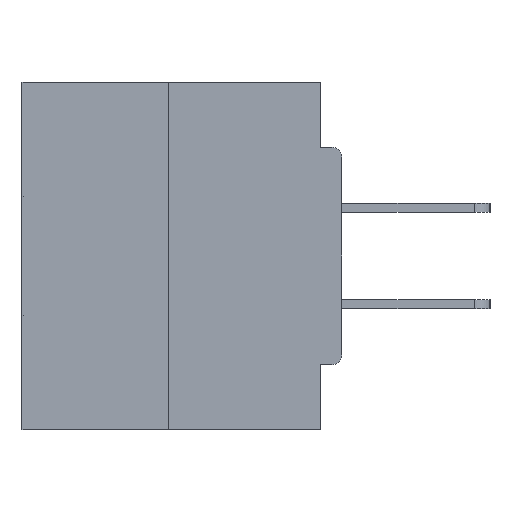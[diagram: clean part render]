
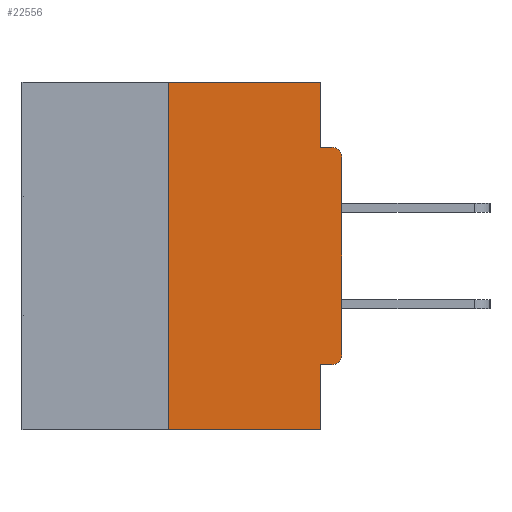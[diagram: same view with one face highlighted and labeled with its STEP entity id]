
A CAD part, left-side view. The second image highlights one B-rep face of the part: STEP entity #22556.
In plain terms, the highlighted planar face has unit normal (-1, 0, 0).
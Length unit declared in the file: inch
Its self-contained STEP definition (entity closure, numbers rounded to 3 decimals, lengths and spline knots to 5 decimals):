
#790 = AXIS2_PLACEMENT_3D ( 'NONE', #32395, #35715, #20428 ) ;
#990 = DIRECTION ( 'NONE',  ( -1., 0., 0. ) ) ;
#1165 = ORIENTED_EDGE ( 'NONE', *, *, #28700, .T. ) ;
#1320 = CARTESIAN_POINT ( 'NONE',  ( 0., 0., -0.4065 ) ) ;
#1588 = ORIENTED_EDGE ( 'NONE', *, *, #33031, .T. ) ;
#4226 = DIRECTION ( 'NONE',  ( 0., 0., 1. ) ) ;
#4620 = ORIENTED_EDGE ( 'NONE', *, *, #5520, .F. ) ;
#4830 = DIRECTION ( 'NONE',  ( 1., 0., 0. ) ) ;
#4909 = VECTOR ( 'NONE', #27829, 39.37008 ) ;
#4922 = CARTESIAN_POINT ( 'NONE',  ( 0., 0.031, -0.5 ) ) ;
#5520 = EDGE_CURVE ( 'NONE', #8292, #11051, #36193, .T. ) ;
#6305 = CARTESIAN_POINT ( 'NONE',  ( 0., 0.015, -0.0935 ) ) ;
#6639 = CIRCLE ( 'NONE', #790, 0.015 ) ;
#6760 = VERTEX_POINT ( 'NONE', #38788 ) ;
#7931 = LINE ( 'NONE', #37555, #27220 ) ;
#8292 = VERTEX_POINT ( 'NONE', #33110 ) ;
#8409 = EDGE_CURVE ( 'NONE', #25902, #19932, #38888, .T. ) ;
#8633 = ORIENTED_EDGE ( 'NONE', *, *, #12087, .T. ) ;
#9114 = ORIENTED_EDGE ( 'NONE', *, *, #24510, .T. ) ;
#9205 = EDGE_CURVE ( 'NONE', #25951, #14228, #17040, .T. ) ;
#10906 = CARTESIAN_POINT ( 'NONE',  ( 0., 0.46, -0.5 ) ) ;
#11051 = VERTEX_POINT ( 'NONE', #6305 ) ;
#11277 = EDGE_LOOP ( 'NONE', ( #19066, #16398, #1588, #23566, #34492, #1165, #8633, #9114, #4620, #37784 ) ) ;
#12087 = EDGE_CURVE ( 'NONE', #6760, #16808, #7931, .T. ) ;
#12586 = EDGE_CURVE ( 'NONE', #28183, #25902, #30976, .T. ) ;
#13573 = PLANE ( 'NONE',  #25643 ) ;
#13577 = CARTESIAN_POINT ( 'NONE',  ( 0., 0.46, 0. ) ) ;
#13789 = LINE ( 'NONE', #27968, #4909 ) ;
#13933 = DIRECTION ( 'NONE',  ( 0., -1., 0. ) ) ;
#14030 = VECTOR ( 'NONE', #29335, 39.37008 ) ;
#14228 = VERTEX_POINT ( 'NONE', #35973 ) ;
#15287 = VECTOR ( 'NONE', #31490, 39.37008 ) ;
#16031 = VECTOR ( 'NONE', #13933, 39.37008 ) ;
#16063 = EDGE_CURVE ( 'NONE', #14228, #35676, #30243, .T. ) ;
#16369 = CARTESIAN_POINT ( 'NONE',  ( 0., 0.031, -0.5 ) ) ;
#16398 = ORIENTED_EDGE ( 'NONE', *, *, #12586, .F. ) ;
#16602 = DIRECTION ( 'NONE',  ( 0., 0., -1. ) ) ;
#16808 = VERTEX_POINT ( 'NONE', #35756 ) ;
#17040 = LINE ( 'NONE', #1320, #22711 ) ;
#19066 = ORIENTED_EDGE ( 'NONE', *, *, #8409, .F. ) ;
#19376 = CARTESIAN_POINT ( 'NONE',  ( 0., 0.46, 0. ) ) ;
#19932 = VERTEX_POINT ( 'NONE', #24278 ) ;
#20418 = CARTESIAN_POINT ( 'NONE',  ( 0., 0.015, -0.3915 ) ) ;
#20428 = DIRECTION ( 'NONE',  ( 0., 0., -1. ) ) ;
#21564 = VECTOR ( 'NONE', #4226, 39.37008 ) ;
#22556 = ADVANCED_FACE ( 'NONE', ( #36413 ), #13573, .F. ) ;
#22711 = VECTOR ( 'NONE', #28053, 39.37008 ) ;
#23444 = CIRCLE ( 'NONE', #28609, 0.015 ) ;
#23566 = ORIENTED_EDGE ( 'NONE', *, *, #16063, .F. ) ;
#24139 = CARTESIAN_POINT ( 'NONE',  ( 0., 0.25, 0. ) ) ;
#24278 = CARTESIAN_POINT ( 'NONE',  ( 0., 0.031, 0. ) ) ;
#24510 = EDGE_CURVE ( 'NONE', #16808, #11051, #6639, .T. ) ;
#24895 = DIRECTION ( 'NONE',  ( 0., 0., -1. ) ) ;
#25643 = AXIS2_PLACEMENT_3D ( 'NONE', #19376, #4830, #16602 ) ;
#25649 = DIRECTION ( 'NONE',  ( 0., 0., 1. ) ) ;
#25902 = VERTEX_POINT ( 'NONE', #24139 ) ;
#25907 = DIRECTION ( 'NONE',  ( 0., 0., -1. ) ) ;
#25951 = VERTEX_POINT ( 'NONE', #34058 ) ;
#27220 = VECTOR ( 'NONE', #25649, 39.37008 ) ;
#27829 = DIRECTION ( 'NONE',  ( 0., 0., -1. ) ) ;
#27968 = CARTESIAN_POINT ( 'NONE',  ( 0., 0.031, 0. ) ) ;
#28053 = DIRECTION ( 'NONE',  ( 0., 1., 0. ) ) ;
#28183 = VERTEX_POINT ( 'NONE', #37158 ) ;
#28609 = AXIS2_PLACEMENT_3D ( 'NONE', #20418, #990, #24895 ) ;
#28700 = EDGE_CURVE ( 'NONE', #25951, #6760, #23444, .T. ) ;
#29335 = DIRECTION ( 'NONE',  ( 0., -1., 0. ) ) ;
#30243 = LINE ( 'NONE', #4922, #31629 ) ;
#30976 = LINE ( 'NONE', #37480, #21564 ) ;
#31490 = DIRECTION ( 'NONE',  ( 0., -1., 0. ) ) ;
#31629 = VECTOR ( 'NONE', #25907, 39.37008 ) ;
#32395 = CARTESIAN_POINT ( 'NONE',  ( 0., 0.015, -0.1085 ) ) ;
#33031 = EDGE_CURVE ( 'NONE', #28183, #35676, #37747, .T. ) ;
#33110 = CARTESIAN_POINT ( 'NONE',  ( 0., 0.031, -0.0935 ) ) ;
#34058 = CARTESIAN_POINT ( 'NONE',  ( 0., 0.015, -0.4065 ) ) ;
#34492 = ORIENTED_EDGE ( 'NONE', *, *, #9205, .F. ) ;
#35676 = VERTEX_POINT ( 'NONE', #16369 ) ;
#35715 = DIRECTION ( 'NONE',  ( -1., 0., 0. ) ) ;
#35756 = CARTESIAN_POINT ( 'NONE',  ( 0., 0., -0.1085 ) ) ;
#35973 = CARTESIAN_POINT ( 'NONE',  ( 0., 0.031, -0.4065 ) ) ;
#36193 = LINE ( 'NONE', #38344, #14030 ) ;
#36413 = FACE_OUTER_BOUND ( 'NONE', #11277, .T. ) ;
#37158 = CARTESIAN_POINT ( 'NONE',  ( 0., 0.25, -0.5 ) ) ;
#37379 = EDGE_CURVE ( 'NONE', #19932, #8292, #13789, .T. ) ;
#37480 = CARTESIAN_POINT ( 'NONE',  ( 0., 0.25, 0. ) ) ;
#37555 = CARTESIAN_POINT ( 'NONE',  ( 0., 0., 0. ) ) ;
#37747 = LINE ( 'NONE', #10906, #16031 ) ;
#37784 = ORIENTED_EDGE ( 'NONE', *, *, #37379, .F. ) ;
#38344 = CARTESIAN_POINT ( 'NONE',  ( 0., 0., -0.0935 ) ) ;
#38788 = CARTESIAN_POINT ( 'NONE',  ( 0., 0., -0.3915 ) ) ;
#38888 = LINE ( 'NONE', #13577, #15287 ) ;
